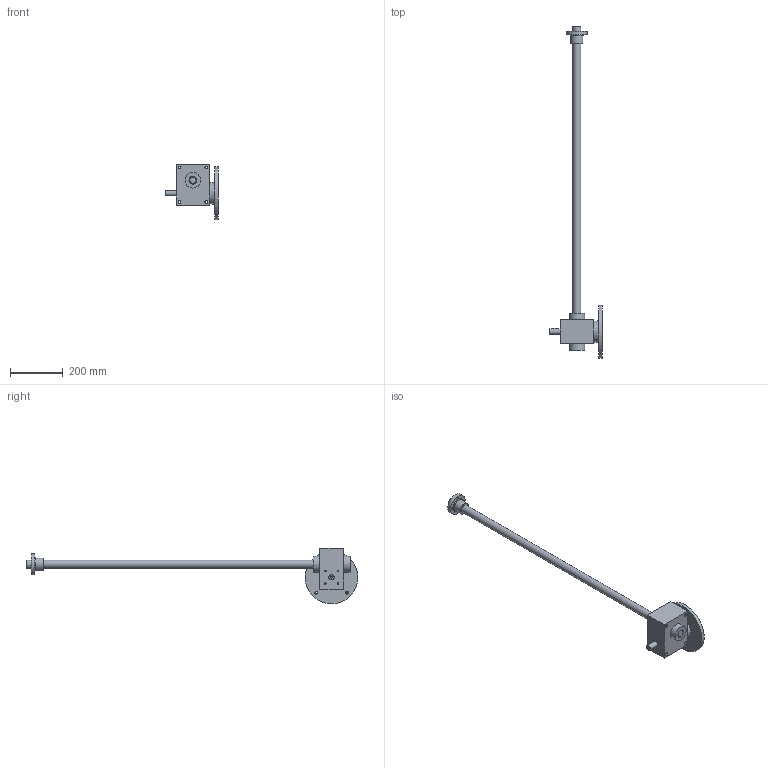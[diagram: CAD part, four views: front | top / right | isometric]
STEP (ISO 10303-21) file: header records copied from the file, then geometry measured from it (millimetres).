
FILE_DESCRIPTION( ( 'STEP AP214' ), '1' );
FILE_NAME( 'XTPR306_MBD_80_B5_R.1_5_C.1000_-_-_-_-_-_-.stp', '2018-08-28T11:40:25', ( '' ), ( '' ), ' ', 'PARTsolutions', ' ' );
FILE_SCHEMA( ( 'AUTOMOTIVE_DESIGN { 1 0 10303 214 1 1 1 1 }' ) );
Length unit declared in the file: millimetre
Products named in the file (6): XTPR306_MBD_80/B5_R.1/5_C.1000_-_-_-_-_-_-; _XTPR306_4_1_1_1_xtpr_1; _XTPR306-2; _XTPR306_1000_11-_xtpr_3; _XTPR306_1000_1_xtpr_4; _306_5-fl
Assembly tree (5 placements, depth 2):
  XTPR306_MBD_80/B5_R.1/5_C.1000_-_-_-_-_-_-
    _XTPR306_4_1_1_1_xtpr_1
    _XTPR306-2
    _XTPR306_1000_11-_xtpr_3
    _XTPR306_1000_1_xtpr_4
    _306_5-fl
Bounding box: 199 x 1258 x 210 mm (x, y, z)
Volume: 3216769.7 mm3; surface area: 351743.1 mm2
Topology: 5 solids, 5 shells, 179 faces, 441 edges, 288 vertices
Faces by surface type: plane 96, cylinder 59, cone 23, torus 1
Full cylindrical faces by diameter (mm): 4.917 x5, 7 x4, 8.376 x4, 11 x4, 20 x2, 24 x2, 30 x2, 46 x1, 60 x2, 80 x1, 130 x1, 200 x1
Entity records: 6604 total; most frequent: CARTESIAN_POINT 908, DIRECTION 882, ORIENTED_EDGE 756, EDGE_CURVE 378, AXIS2_PLACEMENT_3D 321, VERTEX_POINT 283, EDGE_LOOP 278, LINE 240
